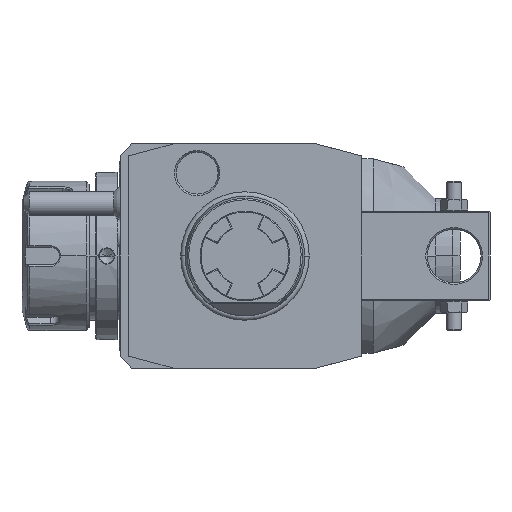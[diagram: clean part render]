
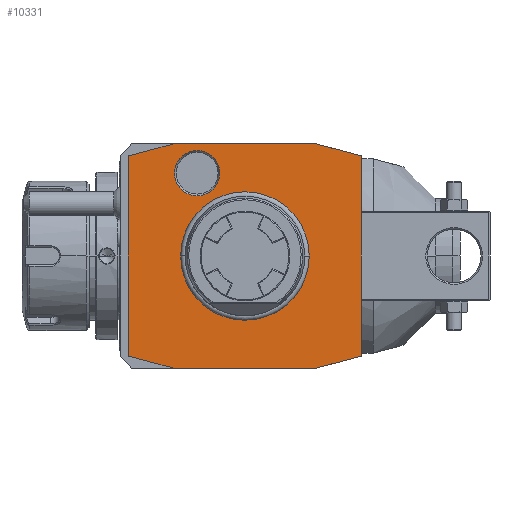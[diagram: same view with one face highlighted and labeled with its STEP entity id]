
A CAD part, front view. The second image highlights one B-rep face of the part: STEP entity #10331.
In plain terms, the highlighted planar face has unit normal (0, -1, 0).
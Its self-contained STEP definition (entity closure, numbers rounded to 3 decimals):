
#1=DIRECTION('',(-0.966,0.,0.259));
#2=VECTOR('',#1,15.529);
#3=CARTESIAN_POINT('',(39.,0.,33.481));
#4=LINE('',#3,#2);
#5=DIRECTION('',(0.,0.,1.));
#6=VECTOR('',#5,66.962);
#7=CARTESIAN_POINT('',(39.,0.,-33.481));
#8=LINE('',#7,#6);
#9=DIRECTION('',(0.966,0.,0.259));
#10=VECTOR('',#9,15.529);
#11=CARTESIAN_POINT('',(24.,0.,-37.5));
#12=LINE('',#11,#10);
#13=DIRECTION('',(1.,0.,0.));
#14=VECTOR('',#13,48.);
#15=CARTESIAN_POINT('',(-24.,0.,-37.5));
#16=LINE('',#15,#14);
#17=DIRECTION('',(0.966,0.,-0.259));
#18=VECTOR('',#17,15.529);
#19=CARTESIAN_POINT('',(-39.,0.,-33.481));
#20=LINE('',#19,#18);
#21=DIRECTION('',(0.,0.,-1.));
#22=VECTOR('',#21,66.962);
#23=CARTESIAN_POINT('',(-39.,0.,33.481));
#24=LINE('',#23,#22);
#25=DIRECTION('',(-0.966,0.,-0.259));
#26=VECTOR('',#25,15.529);
#27=CARTESIAN_POINT('',(-24.,0.,37.5));
#28=LINE('',#27,#26);
#29=DIRECTION('',(-1.,0.,0.));
#30=VECTOR('',#29,48.);
#31=CARTESIAN_POINT('',(24.,0.,37.5));
#32=LINE('',#31,#30);
#33=CARTESIAN_POINT('',(-16.,0.,27.713));
#34=DIRECTION('',(0.,1.,0.));
#35=DIRECTION('',(1.,0.,0.));
#36=AXIS2_PLACEMENT_3D('',#33,#34,#35);
#38=CARTESIAN_POINT('',(-16.,0.,27.713));
#39=DIRECTION('',(0.,1.,0.));
#40=DIRECTION('',(-1.,0.,0.));
#41=AXIS2_PLACEMENT_3D('',#38,#39,#40);
#7238=CARTESIAN_POINT('',(0.,0.,0.));
#7239=DIRECTION('',(0.,1.,0.));
#7240=DIRECTION('',(-1.,0.,0.));
#7241=AXIS2_PLACEMENT_3D('',#7238,#7239,#7240);
#7243=CARTESIAN_POINT('',(0.,0.,0.));
#7244=DIRECTION('',(0.,1.,0.));
#7245=DIRECTION('',(1.,0.,0.));
#7246=AXIS2_PLACEMENT_3D('',#7243,#7244,#7245);
#9235=CARTESIAN_POINT('',(-8.423,0.,27.713));
#9236=CARTESIAN_POINT('',(-23.577,0.,27.713));
#9237=VERTEX_POINT('',#9235);
#9238=VERTEX_POINT('',#9236);
#10077=CARTESIAN_POINT('',(39.,0.,33.481));
#10078=CARTESIAN_POINT('',(24.,0.,37.5));
#10079=VERTEX_POINT('',#10077);
#10080=VERTEX_POINT('',#10078);
#10081=CARTESIAN_POINT('',(-24.,0.,37.5));
#10082=VERTEX_POINT('',#10081);
#10083=CARTESIAN_POINT('',(-39.,0.,33.481));
#10084=VERTEX_POINT('',#10083);
#10085=CARTESIAN_POINT('',(-39.,0.,-33.481));
#10086=VERTEX_POINT('',#10085);
#10087=CARTESIAN_POINT('',(-24.,0.,-37.5));
#10088=VERTEX_POINT('',#10087);
#10089=CARTESIAN_POINT('',(24.,0.,-37.5));
#10090=VERTEX_POINT('',#10089);
#10091=CARTESIAN_POINT('',(39.,0.,-33.481));
#10092=VERTEX_POINT('',#10091);
#10164=CARTESIAN_POINT('',(-21.137,0.,0.));
#10165=CARTESIAN_POINT('',(21.137,0.,0.));
#10166=VERTEX_POINT('',#10164);
#10167=VERTEX_POINT('',#10165);
#10296=CARTESIAN_POINT('',(0.,0.,0.));
#10297=DIRECTION('',(0.,-1.,0.));
#10298=DIRECTION('',(-1.,0.,0.));
#10299=AXIS2_PLACEMENT_3D('',#10296,#10297,#10298);
#10300=PLANE('',#10299);
#10302=ORIENTED_EDGE('',*,*,#10301,.F.);
#10304=ORIENTED_EDGE('',*,*,#10303,.F.);
#10306=ORIENTED_EDGE('',*,*,#10305,.F.);
#10308=ORIENTED_EDGE('',*,*,#10307,.F.);
#10310=ORIENTED_EDGE('',*,*,#10309,.F.);
#10312=ORIENTED_EDGE('',*,*,#10311,.F.);
#10314=ORIENTED_EDGE('',*,*,#10313,.F.);
#10316=ORIENTED_EDGE('',*,*,#10315,.F.);
#10317=EDGE_LOOP('',(#10302,#10304,#10306,#10308,#10310,#10312,#10314,#10316));
#10318=FACE_OUTER_BOUND('',#10317,.F.);
#10320=ORIENTED_EDGE('',*,*,#10319,.F.);
#10322=ORIENTED_EDGE('',*,*,#10321,.F.);
#10323=EDGE_LOOP('',(#10320,#10322));
#10324=FACE_BOUND('',#10323,.F.);
#10326=ORIENTED_EDGE('',*,*,#10325,.F.);
#10328=ORIENTED_EDGE('',*,*,#10327,.F.);
#10329=EDGE_LOOP('',(#10326,#10328));
#10330=FACE_BOUND('',#10329,.F.);
#37=CIRCLE('',#36,7.577);
#42=CIRCLE('',#41,7.577);
#7242=CIRCLE('',#7241,21.137);
#7247=CIRCLE('',#7246,21.137);
#10301=EDGE_CURVE('',#10079,#10080,#4,.T.);
#10303=EDGE_CURVE('',#10092,#10079,#8,.T.);
#10305=EDGE_CURVE('',#10090,#10092,#12,.T.);
#10307=EDGE_CURVE('',#10088,#10090,#16,.T.);
#10309=EDGE_CURVE('',#10086,#10088,#20,.T.);
#10311=EDGE_CURVE('',#10084,#10086,#24,.T.);
#10313=EDGE_CURVE('',#10082,#10084,#28,.T.);
#10315=EDGE_CURVE('',#10080,#10082,#32,.T.);
#10319=EDGE_CURVE('',#10166,#10167,#7242,.T.);
#10321=EDGE_CURVE('',#10167,#10166,#7247,.T.);
#10325=EDGE_CURVE('',#9237,#9238,#37,.T.);
#10327=EDGE_CURVE('',#9238,#9237,#42,.T.);
#10331=ADVANCED_FACE('',(#10318,#10324,#10330),#10300,.T.);
